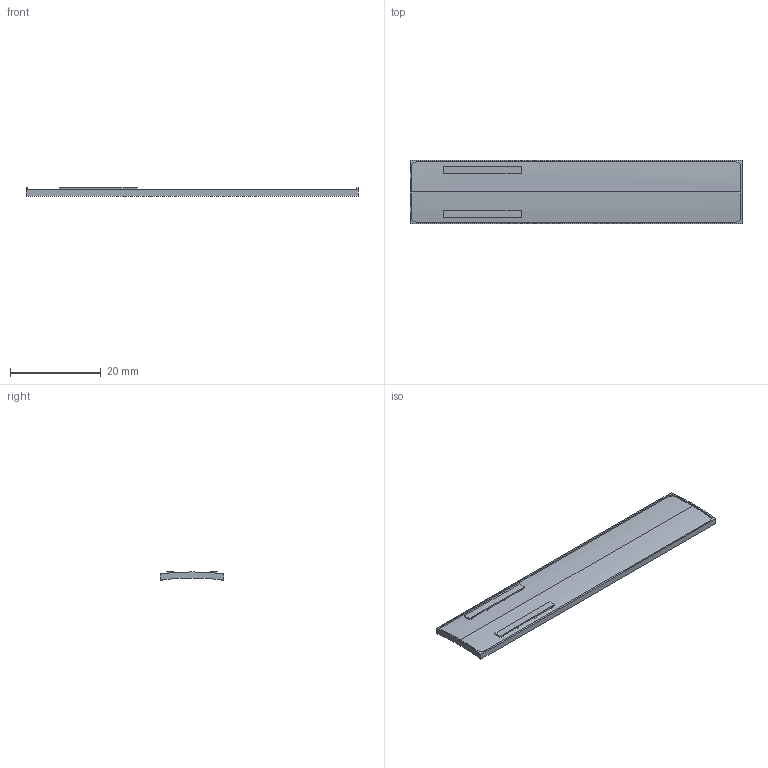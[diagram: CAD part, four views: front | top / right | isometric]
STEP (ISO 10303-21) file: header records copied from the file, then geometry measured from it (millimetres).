
FILE_DESCRIPTION (( 'STEP AP214' ), '1' );
FILE_NAME ('屋根.STEP', '2014-02-21T16:26:40', ( ' ' ), ( ' ' ), 'SwSTEP 2.0', 'SolidWorks 2008', '' );
FILE_SCHEMA (( 'AUTOMOTIVE_DESIGN' ));
Length unit declared in the file: millimetre
Products named in the file (1): 屋根
Bounding box: 72.97 x 13.9 x 1.8 mm (x, y, z)
Volume: 1054.7 mm3; surface area: 2463.3 mm2
Topology: 1 solids, 1 shells, 58 faces, 180 edges, 120 vertices
Faces by surface type: plane 52, cylinder 6
Entity records: 2043 total; most frequent: CARTESIAN_POINT 383, ORIENTED_EDGE 360, DIRECTION 322, EDGE_CURVE 180, VECTOR 140, LINE 140, VERTEX_POINT 120, AXIS2_PLACEMENT_3D 91
